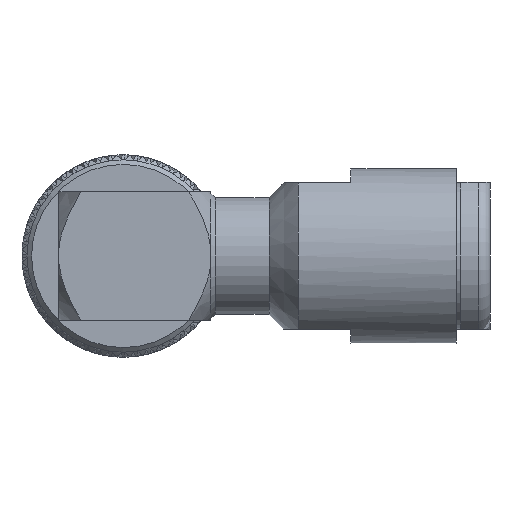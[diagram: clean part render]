
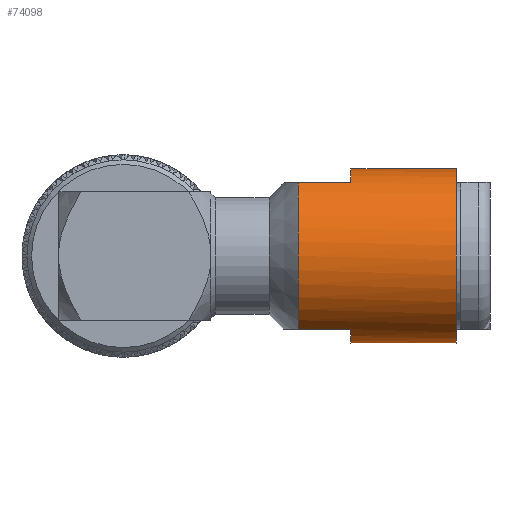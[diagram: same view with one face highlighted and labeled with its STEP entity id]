
A CAD part, front view. The second image highlights one B-rep face of the part: STEP entity #74098.
In plain terms, the highlighted cylindrical face has radius 9.5 mm (diameter 18.999 mm), a full revolution.
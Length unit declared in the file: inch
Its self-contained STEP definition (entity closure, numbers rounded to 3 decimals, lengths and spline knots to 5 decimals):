
#1292 = EDGE_CURVE ( 'NONE', #34047, #99036, #50717, .T. ) ;
#2554 = CARTESIAN_POINT ( 'NONE',  ( 1.425, 0., 0. ) ) ;
#3540 = EDGE_CURVE ( 'NONE', #11320, #47467, #55441, .T. ) ;
#4757 = FACE_OUTER_BOUND ( 'NONE', #77268, .T. ) ;
#5065 = EDGE_CURVE ( 'NONE', #55198, #33306, #40867, .T. ) ;
#5820 = DIRECTION ( 'NONE',  ( -1., 0., 0. ) ) ;
#7698 = EDGE_CURVE ( 'NONE', #43142, #43142, #64381, .T. ) ;
#11320 = VERTEX_POINT ( 'NONE', #14619 ) ;
#11950 = CARTESIAN_POINT ( 'NONE',  ( 1.425, 0.20471, -0.313 ) ) ;
#14405 = DIRECTION ( 'NONE',  ( 0., 0., -1. ) ) ;
#14619 = CARTESIAN_POINT ( 'NONE',  ( 0.749, 0.20471, -0.313 ) ) ;
#16128 = DIRECTION ( 'NONE',  ( -1., 0., 0. ) ) ;
#16583 = CIRCLE ( 'NONE', #56101, 0.374 ) ;
#16879 = VERTEX_POINT ( 'NONE', #54025 ) ;
#18308 = AXIS2_PLACEMENT_3D ( 'NONE', #41053, #25955, #82882 ) ;
#19908 = EDGE_LOOP ( 'NONE', ( #53862 ) ) ;
#19995 = ORIENTED_EDGE ( 'NONE', *, *, #5065, .T. ) ;
#20316 = DIRECTION ( 'NONE',  ( 0., 0., -1. ) ) ;
#22840 = AXIS2_PLACEMENT_3D ( 'NONE', #53079, #45568, #14405 ) ;
#25228 = ORIENTED_EDGE ( 'NONE', *, *, #56140, .T. ) ;
#25955 = DIRECTION ( 'NONE',  ( 1., 0., 0. ) ) ;
#27766 = VECTOR ( 'NONE', #16128, 39.37008 ) ;
#30034 = FACE_OUTER_BOUND ( 'NONE', #19908, .T. ) ;
#30169 = CARTESIAN_POINT ( 'NONE',  ( 0.749, -0.20471, 0.313 ) ) ;
#30278 = CIRCLE ( 'NONE', #18308, 0.374 ) ;
#32712 = VECTOR ( 'NONE', #43226, 39.37008 ) ;
#33306 = VERTEX_POINT ( 'NONE', #30169 ) ;
#33617 = ORIENTED_EDGE ( 'NONE', *, *, #3540, .T. ) ;
#33621 = AXIS2_PLACEMENT_3D ( 'NONE', #63852, #5820, #103634 ) ;
#33828 = DIRECTION ( 'NONE',  ( 0., 0., -1. ) ) ;
#34047 = VERTEX_POINT ( 'NONE', #104114 ) ;
#37096 = AXIS2_PLACEMENT_3D ( 'NONE', #73606, #91285, #33828 ) ;
#37179 = EDGE_CURVE ( 'NONE', #99036, #76591, #16583, .T. ) ;
#40867 = LINE ( 'NONE', #49944, #27766 ) ;
#41053 = CARTESIAN_POINT ( 'NONE',  ( 0.749, 0., 0. ) ) ;
#43142 = VERTEX_POINT ( 'NONE', #43669 ) ;
#43226 = DIRECTION ( 'NONE',  ( 1., 0., 0. ) ) ;
#43669 = CARTESIAN_POINT ( 'NONE',  ( 1.425, 0., -0.374 ) ) ;
#45568 = DIRECTION ( 'NONE',  ( 1., 0., 0. ) ) ;
#46315 = LINE ( 'NONE', #11950, #83520 ) ;
#47424 = DIRECTION ( 'NONE',  ( 1., 0., 0. ) ) ;
#47467 = VERTEX_POINT ( 'NONE', #54457 ) ;
#49944 = CARTESIAN_POINT ( 'NONE',  ( 1.425, -0.20471, 0.313 ) ) ;
#50717 = LINE ( 'NONE', #74383, #32712 ) ;
#53079 = CARTESIAN_POINT ( 'NONE',  ( 0.749, 0., 0. ) ) ;
#53862 = ORIENTED_EDGE ( 'NONE', *, *, #7698, .F. ) ;
#54025 = CARTESIAN_POINT ( 'NONE',  ( 0.975, 0.20471, 0.313 ) ) ;
#54193 = CYLINDRICAL_SURFACE ( 'NONE', #33621, 0.374 ) ;
#54457 = CARTESIAN_POINT ( 'NONE',  ( 0.749, 0.20471, 0.313 ) ) ;
#55198 = VERTEX_POINT ( 'NONE', #106040 ) ;
#55400 = CARTESIAN_POINT ( 'NONE',  ( 0.975, -0.20471, -0.313 ) ) ;
#55441 = CIRCLE ( 'NONE', #22840, 0.374 ) ;
#55986 = CARTESIAN_POINT ( 'NONE',  ( 0.975, 0., 0. ) ) ;
#56101 = AXIS2_PLACEMENT_3D ( 'NONE', #55986, #47424, #65118 ) ;
#56140 = EDGE_CURVE ( 'NONE', #47467, #16879, #93196, .T. ) ;
#60816 = DIRECTION ( 'NONE',  ( -1., 0., 0. ) ) ;
#60850 = ORIENTED_EDGE ( 'NONE', *, *, #37179, .T. ) ;
#63493 = CARTESIAN_POINT ( 'NONE',  ( 1.425, 0.20471, 0.313 ) ) ;
#63852 = CARTESIAN_POINT ( 'NONE',  ( 1.425, 0., 0. ) ) ;
#64381 = CIRCLE ( 'NONE', #102089, 0.374 ) ;
#65118 = DIRECTION ( 'NONE',  ( 0., 0., -1. ) ) ;
#68303 = EDGE_CURVE ( 'NONE', #76591, #11320, #46315, .T. ) ;
#73606 = CARTESIAN_POINT ( 'NONE',  ( 0.975, 0., 0. ) ) ;
#74098 = ADVANCED_FACE ( 'NONE', ( #4757, #30034 ), #54193, .T. ) ;
#74383 = CARTESIAN_POINT ( 'NONE',  ( 1.425, -0.20471, -0.313 ) ) ;
#76591 = VERTEX_POINT ( 'NONE', #94302 ) ;
#77268 = EDGE_LOOP ( 'NONE', ( #84847, #19995, #106107, #106152, #60850, #84916, #33617, #25228 ) ) ;
#77868 = EDGE_CURVE ( 'NONE', #33306, #34047, #30278, .T. ) ;
#82882 = DIRECTION ( 'NONE',  ( 0., 0., -1. ) ) ;
#83520 = VECTOR ( 'NONE', #60816, 39.37008 ) ;
#84847 = ORIENTED_EDGE ( 'NONE', *, *, #98503, .T. ) ;
#84916 = ORIENTED_EDGE ( 'NONE', *, *, #68303, .T. ) ;
#85137 = DIRECTION ( 'NONE',  ( 1., 0., 0. ) ) ;
#91285 = DIRECTION ( 'NONE',  ( 1., 0., 0. ) ) ;
#92296 = DIRECTION ( 'NONE',  ( 1., 0., 0. ) ) ;
#93196 = LINE ( 'NONE', #63493, #96931 ) ;
#93676 = CIRCLE ( 'NONE', #37096, 0.374 ) ;
#94302 = CARTESIAN_POINT ( 'NONE',  ( 0.975, 0.20471, -0.313 ) ) ;
#96931 = VECTOR ( 'NONE', #85137, 39.37008 ) ;
#98503 = EDGE_CURVE ( 'NONE', #16879, #55198, #93676, .T. ) ;
#99036 = VERTEX_POINT ( 'NONE', #55400 ) ;
#102089 = AXIS2_PLACEMENT_3D ( 'NONE', #2554, #92296, #20316 ) ;
#103634 = DIRECTION ( 'NONE',  ( 0., 0., 1. ) ) ;
#104114 = CARTESIAN_POINT ( 'NONE',  ( 0.749, -0.20471, -0.313 ) ) ;
#106040 = CARTESIAN_POINT ( 'NONE',  ( 0.975, -0.20471, 0.313 ) ) ;
#106107 = ORIENTED_EDGE ( 'NONE', *, *, #77868, .T. ) ;
#106152 = ORIENTED_EDGE ( 'NONE', *, *, #1292, .T. ) ;
